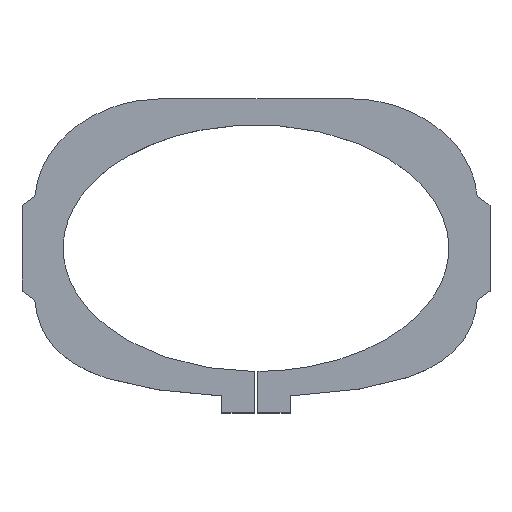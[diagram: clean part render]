
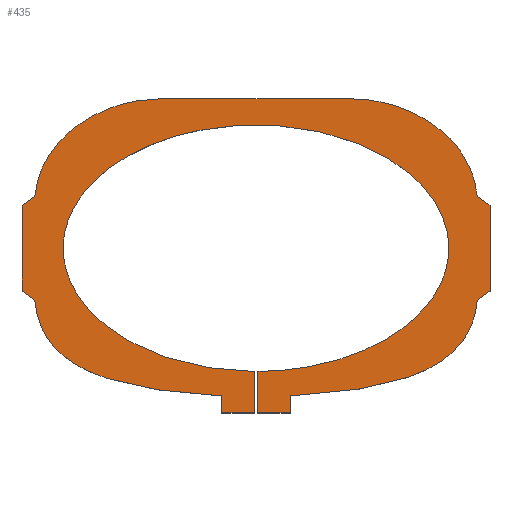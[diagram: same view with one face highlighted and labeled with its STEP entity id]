
A CAD part, top view. The second image highlights one B-rep face of the part: STEP entity #435.
In plain terms, the highlighted planar face has unit normal (0, 0, 1).
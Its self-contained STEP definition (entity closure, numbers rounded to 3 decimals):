
#29=B_SPLINE_CURVE_WITH_KNOTS('',3,(#686,#687,#688,#689,#690,#691,#692,
#693,#694,#695,#696,#697,#698,#699),.UNSPECIFIED.,.F.,.F.,(4,2,2,2,2,2,
4),(0.,0.226,0.499,0.635,0.771,
0.908,1.),.UNSPECIFIED.);
#30=B_SPLINE_CURVE_WITH_KNOTS('',3,(#728,#729,#730,#731,#732,#733,#734,
#735,#736,#737),.UNSPECIFIED.,.F.,.F.,(4,2,2,2,4),(0.,0.217,
0.478,0.739,1.),.UNSPECIFIED.);
#31=B_SPLINE_CURVE_WITH_KNOTS('',3,(#758,#759,#760,#761,#762,#763,#764,
#765,#766,#767),.UNSPECIFIED.,.F.,.F.,(4,2,2,2,4),(0.,0.261,
0.522,0.783,1.),.UNSPECIFIED.);
#32=B_SPLINE_CURVE_WITH_KNOTS('',3,(#800,#801,#802,#803,#804,#805,#806,
#807,#808,#809,#810,#811,#812,#813),.UNSPECIFIED.,.F.,.F.,(4,2,2,2,2,2,
4),(0.,0.092,0.229,0.365,0.501,
0.774,1.),.UNSPECIFIED.);
#49=LINE('',#649,#99);
#52=LINE('',#655,#102);
#55=LINE('',#661,#105);
#57=LINE('',#665,#107);
#60=LINE('',#703,#110);
#62=LINE('',#707,#112);
#64=LINE('',#711,#114);
#67=LINE('',#741,#117);
#70=LINE('',#771,#120);
#72=LINE('',#775,#122);
#74=LINE('',#779,#124);
#77=LINE('',#817,#127);
#80=LINE('',#862,#130);
#81=LINE('',#864,#131);
#82=LINE('',#865,#132);
#99=VECTOR('',#494,1000.);
#102=VECTOR('',#499,1000.);
#105=VECTOR('',#504,1000.);
#107=VECTOR('',#508,1000.);
#110=VECTOR('',#513,1000.);
#112=VECTOR('',#517,1000.);
#114=VECTOR('',#521,1000.);
#117=VECTOR('',#526,1000.);
#120=VECTOR('',#531,1000.);
#122=VECTOR('',#535,1000.);
#124=VECTOR('',#539,1000.);
#127=VECTOR('',#544,1000.);
#130=VECTOR('',#551,1000.);
#131=VECTOR('',#554,1000.);
#132=VECTOR('',#555,1000.);
#225=ORIENTED_EDGE('',*,*,#307,.T.);
#226=ORIENTED_EDGE('',*,*,#311,.T.);
#227=ORIENTED_EDGE('',*,*,#277,.T.);
#228=ORIENTED_EDGE('',*,*,#280,.T.);
#229=ORIENTED_EDGE('',*,*,#282,.T.);
#230=ORIENTED_EDGE('',*,*,#284,.T.);
#231=ORIENTED_EDGE('',*,*,#286,.T.);
#232=ORIENTED_EDGE('',*,*,#288,.T.);
#233=ORIENTED_EDGE('',*,*,#290,.T.);
#234=ORIENTED_EDGE('',*,*,#292,.T.);
#235=ORIENTED_EDGE('',*,*,#294,.T.);
#236=ORIENTED_EDGE('',*,*,#296,.T.);
#237=ORIENTED_EDGE('',*,*,#298,.T.);
#238=ORIENTED_EDGE('',*,*,#300,.T.);
#239=ORIENTED_EDGE('',*,*,#302,.T.);
#240=ORIENTED_EDGE('',*,*,#304,.T.);
#241=ORIENTED_EDGE('',*,*,#306,.T.);
#242=ORIENTED_EDGE('',*,*,#310,.T.);
#243=ORIENTED_EDGE('',*,*,#274,.T.);
#244=ORIENTED_EDGE('',*,*,#312,.F.);
#274=EDGE_CURVE('',#334,#333,#49,.T.);
#277=EDGE_CURVE('',#336,#335,#52,.T.);
#280=EDGE_CURVE('',#335,#337,#55,.T.);
#282=EDGE_CURVE('',#337,#338,#57,.T.);
#284=EDGE_CURVE('',#338,#339,#29,.T.);
#286=EDGE_CURVE('',#339,#340,#60,.T.);
#288=EDGE_CURVE('',#340,#341,#62,.T.);
#290=EDGE_CURVE('',#341,#342,#64,.T.);
#292=EDGE_CURVE('',#342,#343,#30,.T.);
#294=EDGE_CURVE('',#343,#344,#67,.T.);
#296=EDGE_CURVE('',#344,#345,#31,.T.);
#298=EDGE_CURVE('',#345,#346,#70,.T.);
#300=EDGE_CURVE('',#346,#347,#72,.T.);
#302=EDGE_CURVE('',#347,#348,#74,.T.);
#304=EDGE_CURVE('',#348,#349,#32,.T.);
#306=EDGE_CURVE('',#349,#350,#77,.T.);
#307=EDGE_CURVE('',#351,#352,#354,.T.);
#310=EDGE_CURVE('',#350,#334,#80,.T.);
#311=EDGE_CURVE('',#352,#336,#81,.T.);
#312=EDGE_CURVE('',#351,#333,#82,.T.);
#333=VERTEX_POINT('',#648);
#334=VERTEX_POINT('',#650);
#335=VERTEX_POINT('',#654);
#336=VERTEX_POINT('',#656);
#337=VERTEX_POINT('',#660);
#338=VERTEX_POINT('',#664);
#339=VERTEX_POINT('',#685);
#340=VERTEX_POINT('',#702);
#341=VERTEX_POINT('',#706);
#342=VERTEX_POINT('',#710);
#343=VERTEX_POINT('',#727);
#344=VERTEX_POINT('',#740);
#345=VERTEX_POINT('',#757);
#346=VERTEX_POINT('',#770);
#347=VERTEX_POINT('',#774);
#348=VERTEX_POINT('',#778);
#349=VERTEX_POINT('',#799);
#350=VERTEX_POINT('',#816);
#351=VERTEX_POINT('',#857);
#352=VERTEX_POINT('',#858);
#354=ELLIPSE('',#465,31.029,19.831);
#374=EDGE_LOOP('',(#225,#226,#227,#228,#229,#230,#231,#232,#233,#234,#235,
#236,#237,#238,#239,#240,#241,#242,#243,#244));
#396=FACE_BOUND('',#374,.T.);
#413=PLANE('',#467);
#435=ADVANCED_FACE('',(#396),#413,.F.);
#465=AXIS2_PLACEMENT_3D('',#856,#545,#546);
#467=AXIS2_PLACEMENT_3D('',#863,#552,#553);
#494=DIRECTION('',(0.,1.,0.));
#499=DIRECTION('',(0.,-1.,0.));
#504=DIRECTION('',(1.,0.,0.));
#508=DIRECTION('',(0.,1.,0.));
#513=DIRECTION('',(0.819,0.574,0.));
#517=DIRECTION('',(0.,1.,0.));
#521=DIRECTION('',(-0.819,0.574,0.));
#526=DIRECTION('',(-1.,0.,0.));
#531=DIRECTION('',(-0.819,-0.574,0.));
#535=DIRECTION('',(0.,-1.,0.));
#539=DIRECTION('',(0.819,-0.574,0.));
#544=DIRECTION('',(0.,-1.,0.));
#545=DIRECTION('',(0.,0.,-1.));
#546=DIRECTION('',(-1.,0.,0.));
#551=DIRECTION('',(1.,0.,0.));
#552=DIRECTION('',(0.,0.,-1.));
#553=DIRECTION('',(-1.,0.,0.));
#554=DIRECTION('',(-0.04,-0.999,0.));
#555=DIRECTION('',(-0.04,-0.999,0.));
#648=CARTESIAN_POINT('',(88.277,-22.39,-31.));
#649=CARTESIAN_POINT('',(88.277,-22.39,-31.));
#650=CARTESIAN_POINT('',(88.277,-27.4,-31.));
#654=CARTESIAN_POINT('',(88.777,-27.4,-31.));
#655=CARTESIAN_POINT('',(88.777,-27.4,-31.));
#656=CARTESIAN_POINT('',(88.777,-22.41,-31.));
#660=CARTESIAN_POINT('',(94.027,-27.4,-31.));
#661=CARTESIAN_POINT('',(94.027,-27.4,-31.));
#664=CARTESIAN_POINT('',(94.027,-24.663,-31.));
#665=CARTESIAN_POINT('',(94.027,-24.663,-31.));
#685=CARTESIAN_POINT('',(124.11,-9.238,-31.));
#686=CARTESIAN_POINT('',(94.027,-24.663,-31.));
#687=CARTESIAN_POINT('',(98.334,-24.426,-31.));
#688=CARTESIAN_POINT('',(102.123,-24.049,-31.));
#689=CARTESIAN_POINT('',(109.464,-22.835,-31.));
#690=CARTESIAN_POINT('',(112.806,-21.923,-31.));
#691=CARTESIAN_POINT('',(116.944,-20.002,-31.));
#692=CARTESIAN_POINT('',(118.178,-19.264,-31.));
#693=CARTESIAN_POINT('',(120.339,-17.551,-31.));
#694=CARTESIAN_POINT('',(121.264,-16.575,-31.));
#695=CARTESIAN_POINT('',(122.744,-14.387,-31.));
#696=CARTESIAN_POINT('',(123.292,-13.184,-31.));
#697=CARTESIAN_POINT('',(123.886,-11.047,-31.));
#698=CARTESIAN_POINT('',(124.037,-10.155,-31.));
#699=CARTESIAN_POINT('',(124.11,-9.238,-31.));
#702=CARTESIAN_POINT('',(126.163,-7.801,-31.));
#703=CARTESIAN_POINT('',(126.163,-7.801,-31.));
#706=CARTESIAN_POINT('',(126.163,6.001,-31.));
#707=CARTESIAN_POINT('',(126.163,6.001,-31.));
#710=CARTESIAN_POINT('',(124.104,7.443,-31.));
#711=CARTESIAN_POINT('',(124.104,7.443,-31.));
#727=CARTESIAN_POINT('',(104.163,23.1,-31.));
#728=CARTESIAN_POINT('',(124.104,7.443,-31.));
#729=CARTESIAN_POINT('',(123.907,9.652,-31.));
#730=CARTESIAN_POINT('',(123.218,11.683,-31.));
#731=CARTESIAN_POINT('',(120.958,15.599,-31.));
#732=CARTESIAN_POINT('',(119.248,17.37,-31.));
#733=CARTESIAN_POINT('',(115.375,20.203,-31.));
#734=CARTESIAN_POINT('',(113.198,21.271,-31.));
#735=CARTESIAN_POINT('',(108.713,22.718,-31.));
#736=CARTESIAN_POINT('',(106.4,23.099,-31.));
#737=CARTESIAN_POINT('',(104.163,23.1,-31.));
#740=CARTESIAN_POINT('',(72.892,23.1,-31.));
#741=CARTESIAN_POINT('',(72.892,23.1,-31.));
#757=CARTESIAN_POINT('',(52.951,7.443,-31.));
#758=CARTESIAN_POINT('',(72.892,23.1,-31.));
#759=CARTESIAN_POINT('',(70.655,23.099,-31.));
#760=CARTESIAN_POINT('',(68.342,22.718,-31.));
#761=CARTESIAN_POINT('',(63.857,21.271,-31.));
#762=CARTESIAN_POINT('',(61.68,20.203,-31.));
#763=CARTESIAN_POINT('',(57.807,17.37,-31.));
#764=CARTESIAN_POINT('',(56.097,15.599,-31.));
#765=CARTESIAN_POINT('',(53.837,11.683,-31.));
#766=CARTESIAN_POINT('',(53.148,9.652,-31.));
#767=CARTESIAN_POINT('',(52.951,7.443,-31.));
#770=CARTESIAN_POINT('',(50.892,6.001,-31.));
#771=CARTESIAN_POINT('',(50.892,6.001,-31.));
#774=CARTESIAN_POINT('',(50.892,-7.801,-31.));
#775=CARTESIAN_POINT('',(50.892,-7.801,-31.));
#778=CARTESIAN_POINT('',(52.945,-9.238,-31.));
#779=CARTESIAN_POINT('',(52.945,-9.238,-31.));
#799=CARTESIAN_POINT('',(83.027,-24.663,-31.));
#800=CARTESIAN_POINT('',(52.945,-9.238,-31.));
#801=CARTESIAN_POINT('',(53.018,-10.155,-31.));
#802=CARTESIAN_POINT('',(53.169,-11.047,-31.));
#803=CARTESIAN_POINT('',(53.763,-13.184,-31.));
#804=CARTESIAN_POINT('',(54.311,-14.387,-31.));
#805=CARTESIAN_POINT('',(55.791,-16.575,-31.));
#806=CARTESIAN_POINT('',(56.716,-17.551,-31.));
#807=CARTESIAN_POINT('',(58.877,-19.264,-31.));
#808=CARTESIAN_POINT('',(60.111,-20.002,-31.));
#809=CARTESIAN_POINT('',(64.249,-21.923,-31.));
#810=CARTESIAN_POINT('',(67.591,-22.835,-31.));
#811=CARTESIAN_POINT('',(74.932,-24.049,-31.));
#812=CARTESIAN_POINT('',(78.721,-24.426,-31.));
#813=CARTESIAN_POINT('',(83.027,-24.663,-31.));
#816=CARTESIAN_POINT('',(83.027,-27.4,-31.));
#817=CARTESIAN_POINT('',(83.027,-27.4,-31.));
#856=CARTESIAN_POINT('',(88.527,-0.9,-31.));
#857=CARTESIAN_POINT('',(88.343,-20.731,-31.));
#858=CARTESIAN_POINT('',(88.844,-20.73,-31.));
#862=CARTESIAN_POINT('',(88.277,-27.4,-31.));
#863=CARTESIAN_POINT('',(115.609,-20.621,-31.));
#864=CARTESIAN_POINT('',(89.608,-1.525,-31.));
#865=CARTESIAN_POINT('',(89.108,-1.505,-31.));
